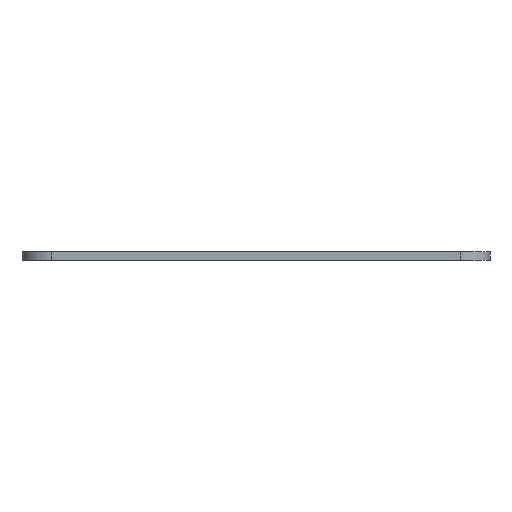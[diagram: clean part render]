
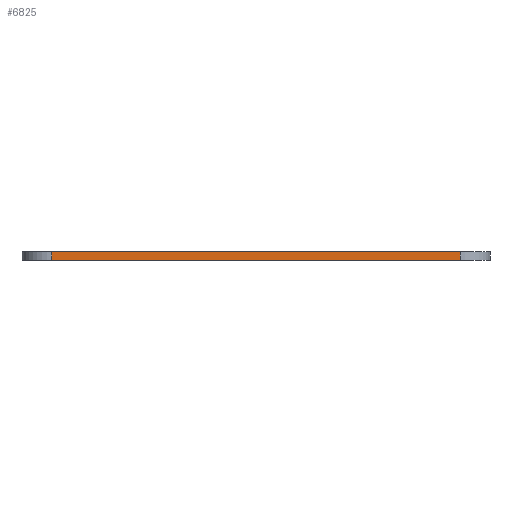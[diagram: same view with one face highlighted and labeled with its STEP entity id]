
A CAD part, front view. The second image highlights one B-rep face of the part: STEP entity #6825.
In plain terms, the highlighted planar face has unit normal (0, -1, 0).
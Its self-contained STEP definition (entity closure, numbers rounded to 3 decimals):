
#932=FACE_OUTER_BOUND('',#1327,.T.);
#1327=EDGE_LOOP('',(#6021,#6022,#6023,#6024));
#1883=LINE('',#12685,#2508);
#1927=LINE('',#12841,#2552);
#1928=LINE('',#12844,#2553);
#1929=LINE('',#12845,#2554);
#2508=VECTOR('',#7899,10.);
#2552=VECTOR('',#8025,10.);
#2553=VECTOR('',#8028,10.);
#2554=VECTOR('',#8029,10.);
#3193=VERTEX_POINT('',#12682);
#3194=VERTEX_POINT('',#12684);
#3264=VERTEX_POINT('',#12837);
#3266=VERTEX_POINT('',#12843);
#4132=EDGE_CURVE('',#3193,#3194,#1883,.T.);
#4208=EDGE_CURVE('',#3194,#3264,#1927,.T.);
#4209=EDGE_CURVE('',#3266,#3193,#1928,.T.);
#4210=EDGE_CURVE('',#3264,#3266,#1929,.T.);
#6021=ORIENTED_EDGE('',*,*,#4208,.F.);
#6022=ORIENTED_EDGE('',*,*,#4132,.F.);
#6023=ORIENTED_EDGE('',*,*,#4209,.F.);
#6024=ORIENTED_EDGE('',*,*,#4210,.F.);
#6493=PLANE('',#7074);
#6825=ADVANCED_FACE('',(#932),#6493,.T.);
#7074=AXIS2_PLACEMENT_3D('',#12842,#8026,#8027);
#7899=DIRECTION('',(-1.,0.,0.));
#8025=DIRECTION('',(0.,0.,1.));
#8026=DIRECTION('center_axis',(0.,-1.,0.));
#8027=DIRECTION('ref_axis',(1.,0.,0.));
#8028=DIRECTION('',(0.,0.,-1.));
#8029=DIRECTION('',(1.,0.,0.));
#12682=CARTESIAN_POINT('',(63.379,-48.19,0.));
#12684=CARTESIAN_POINT('',(-5.141,-48.19,0.));
#12685=CARTESIAN_POINT('',(68.379,-48.19,0.));
#12837=CARTESIAN_POINT('',(-5.141,-48.19,1.5));
#12841=CARTESIAN_POINT('',(-5.141,-48.19,0.));
#12842=CARTESIAN_POINT('Origin',(-10.141,-48.19,0.));
#12843=CARTESIAN_POINT('',(63.379,-48.19,1.5));
#12844=CARTESIAN_POINT('',(63.379,-48.19,0.));
#12845=CARTESIAN_POINT('',(68.379,-48.19,1.5));
